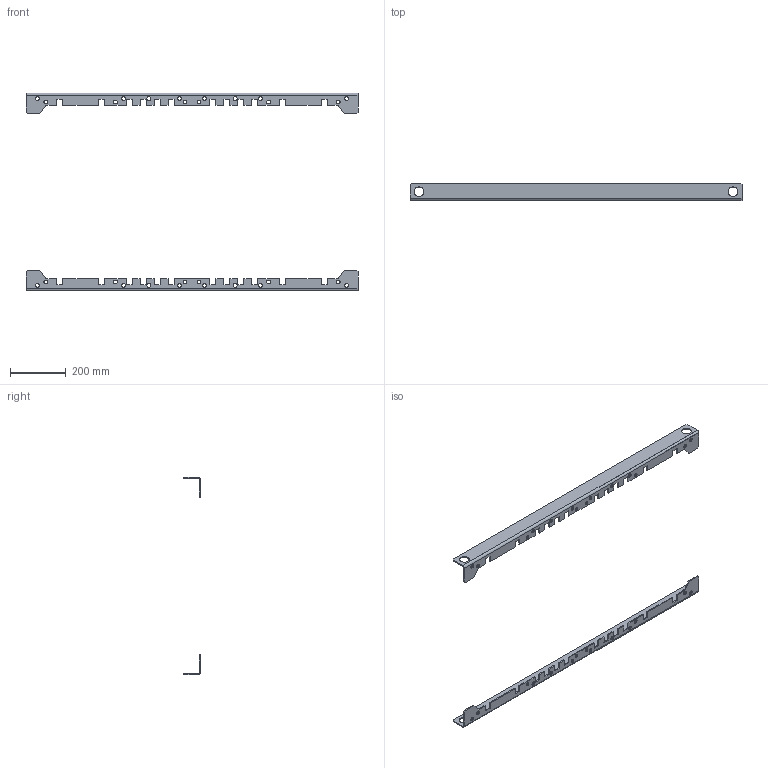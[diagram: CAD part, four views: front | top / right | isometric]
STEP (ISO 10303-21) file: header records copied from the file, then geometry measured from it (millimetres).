
FILE_DESCRIPTION(('STEP AP214'),'1');
FILE_NAME('cctmp_0905B889-B510-4DD3-9542-CF3AEEB75563_2023_03_28_21_07_47_0710..stp','2023-03-28T19:07:48',('SIEMENS A&D'),('CADClick - www.CADClick.com'),'Spatial InterOp 3D postprocessed',' ','unknown authorization');
FILE_SCHEMA(('AUTOMOTIVE_DESIGN'));
Length unit declared in the file: millimetre
Products named in the file (3): cc_unnamed; 2023_03_28_21_07_47_0695; 2023_03_28_21_07_47_0691
Assembly tree (2 placements, depth 2):
  cc_unnamed
    2023_03_28_21_07_47_0695
    2023_03_28_21_07_47_0691
Bounding box: 1192 x 61 x 710.67 mm (x, y, z)
Volume: 889354.8 mm3; surface area: 476789.7 mm2
Topology: 2 solids, 2 shells, 196 faces, 576 edges, 384 vertices
Faces by surface type: plane 128, cylinder 68
Entity records: 7308 total; most frequent: CARTESIAN_POINT 1159, ORIENTED_EDGE 1152, DIRECTION 1110, EDGE_CURVE 576, LINE 440, VECTOR 440, VERTEX_POINT 384, AXIS2_PLACEMENT_3D 335
